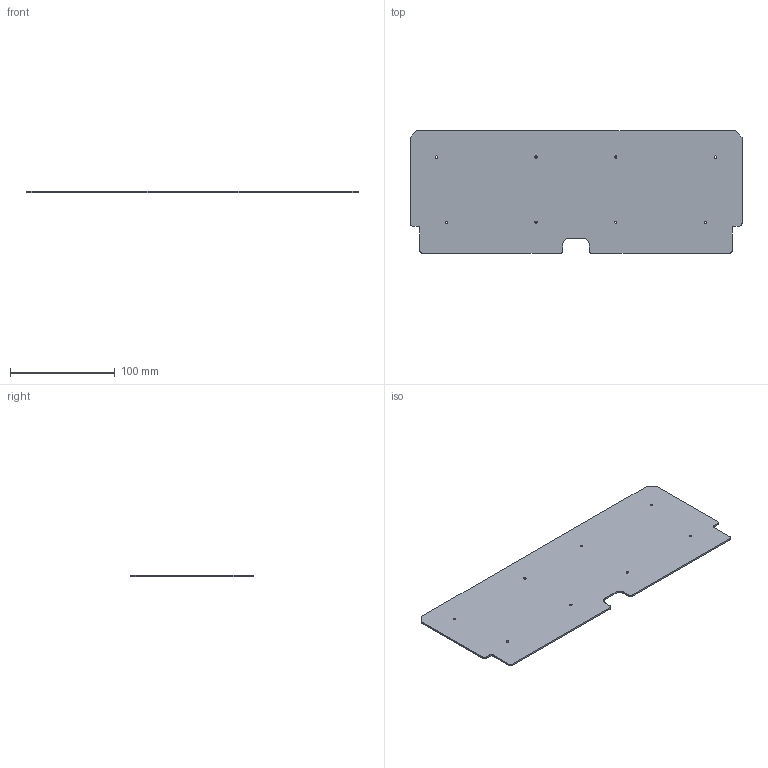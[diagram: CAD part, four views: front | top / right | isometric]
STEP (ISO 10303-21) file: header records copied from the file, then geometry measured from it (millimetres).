
FILE_DESCRIPTION(('KiCad electronic assembly'),'2;1');
FILE_NAME('Proteus_Base.step','2023-10-16T13:10:06',('Pcbnew'),('Kicad') ,'Open CASCADE STEP processor 7.6','KiCad to STEP converter','Unknown' );
FILE_SCHEMA(('AUTOMOTIVE_DESIGN { 1 0 10303 214 1 1 1 1 }'));
Length unit declared in the file: millimetre
Products named in the file (2): Proteus_Base 1; Proteus_Base PCB
Assembly tree (1 placements, depth 2):
  Proteus_Base 1
    Proteus_Base PCB
Bounding box: 317.43 x 117.35 x 1.58 mm (x, y, z)
Volume: 57395.9 mm3; surface area: 74126.4 mm2
Topology: 1 solids, 1 shells, 169 faces, 501 edges, 334 vertices
Faces by surface type: plane 161, cylinder 8
Full cylindrical faces by diameter (mm): 2.2 x8
Entity records: 12191 total; most frequent: CARTESIAN_POINT 2104, DIRECTION 1845, LINE 1471, VECTOR 1471, ORIENTED_EDGE 1002, PCURVE 1002, DEFINITIONAL_REPRESENTATION 1002, EDGE_CURVE 501
